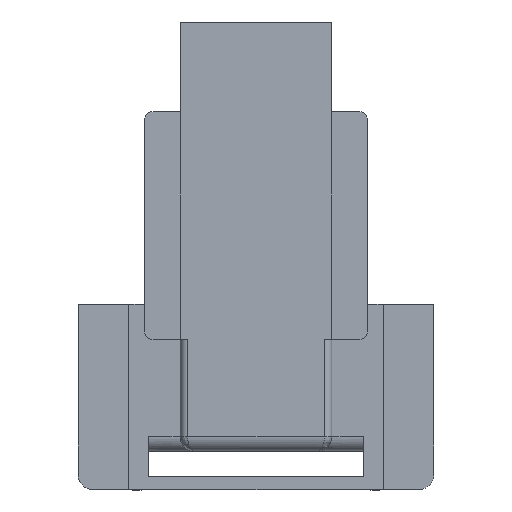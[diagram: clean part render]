
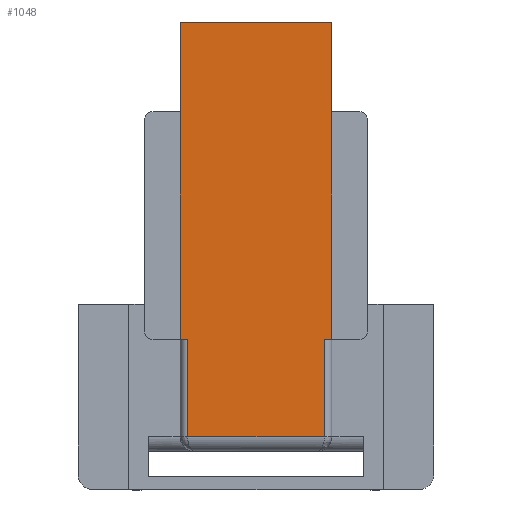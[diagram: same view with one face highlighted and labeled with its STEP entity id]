
A CAD part, front view. The second image highlights one B-rep face of the part: STEP entity #1048.
In plain terms, the highlighted planar face has unit normal (0, -1, 0).
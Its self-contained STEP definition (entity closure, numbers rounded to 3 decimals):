
#61=PLANE('',#1132);
#113=FACE_OUTER_BOUND('',#173,.T.);
#173=EDGE_LOOP('',(#837,#838,#839,#840,#841,#842,#843,#844,#845,#846));
#259=LINE('',#1674,#375);
#264=LINE('',#1685,#380);
#267=LINE('',#1727,#383);
#268=LINE('',#1730,#384);
#269=LINE('',#1732,#385);
#270=LINE('',#1734,#386);
#271=LINE('',#1736,#387);
#272=LINE('',#1738,#388);
#273=LINE('',#1740,#389);
#274=LINE('',#1741,#390);
#375=VECTOR('',#1311,10.);
#380=VECTOR('',#1324,10.);
#383=VECTOR('',#1337,10.);
#384=VECTOR('',#1340,10.);
#385=VECTOR('',#1341,10.);
#386=VECTOR('',#1342,10.);
#387=VECTOR('',#1343,10.);
#388=VECTOR('',#1344,10.);
#389=VECTOR('',#1345,10.);
#390=VECTOR('',#1346,10.);
#503=VERTEX_POINT('',#1665);
#505=VERTEX_POINT('',#1671);
#508=VERTEX_POINT('',#1684);
#511=VERTEX_POINT('',#1723);
#513=VERTEX_POINT('',#1729);
#514=VERTEX_POINT('',#1731);
#515=VERTEX_POINT('',#1733);
#516=VERTEX_POINT('',#1735);
#517=VERTEX_POINT('',#1737);
#518=VERTEX_POINT('',#1739);
#621=EDGE_CURVE('',#505,#503,#259,.T.);
#627=EDGE_CURVE('',#503,#508,#264,.T.);
#634=EDGE_CURVE('',#508,#511,#267,.T.);
#635=EDGE_CURVE('',#513,#505,#268,.T.);
#636=EDGE_CURVE('',#514,#513,#269,.T.);
#637=EDGE_CURVE('',#515,#514,#270,.T.);
#638=EDGE_CURVE('',#516,#515,#271,.T.);
#639=EDGE_CURVE('',#517,#516,#272,.T.);
#640=EDGE_CURVE('',#518,#517,#273,.T.);
#641=EDGE_CURVE('',#511,#518,#274,.T.);
#837=ORIENTED_EDGE('',*,*,#635,.F.);
#838=ORIENTED_EDGE('',*,*,#636,.F.);
#839=ORIENTED_EDGE('',*,*,#637,.F.);
#840=ORIENTED_EDGE('',*,*,#638,.F.);
#841=ORIENTED_EDGE('',*,*,#639,.F.);
#842=ORIENTED_EDGE('',*,*,#640,.F.);
#843=ORIENTED_EDGE('',*,*,#641,.F.);
#844=ORIENTED_EDGE('',*,*,#634,.F.);
#845=ORIENTED_EDGE('',*,*,#627,.F.);
#846=ORIENTED_EDGE('',*,*,#621,.F.);
#1048=ADVANCED_FACE('',(#113),#61,.F.);
#1132=AXIS2_PLACEMENT_3D('',#1728,#1338,#1339);
#1311=DIRECTION('',(0.,0.,-1.));
#1324=DIRECTION('',(-1.,0.,0.));
#1337=DIRECTION('',(0.,0.,1.));
#1338=DIRECTION('center_axis',(0.,1.,0.));
#1339=DIRECTION('ref_axis',(0.,0.,1.));
#1340=DIRECTION('',(-1.,0.,0.));
#1341=DIRECTION('',(0.,0.,-1.));
#1342=DIRECTION('',(0.,0.,-1.));
#1343=DIRECTION('',(1.,0.,0.));
#1344=DIRECTION('',(0.,0.,1.));
#1345=DIRECTION('',(0.,0.,1.));
#1346=DIRECTION('',(-1.,0.,0.));
#1665=CARTESIAN_POINT('',(4.8,-13.531,-31.812));
#1671=CARTESIAN_POINT('',(4.8,-13.531,-25.262));
#1674=CARTESIAN_POINT('',(4.8,-13.531,-22.637));
#1684=CARTESIAN_POINT('',(-4.4,-13.531,-31.812));
#1685=CARTESIAN_POINT('',(3.727,-13.531,-31.812));
#1723=CARTESIAN_POINT('',(-4.4,-13.531,-25.262));
#1727=CARTESIAN_POINT('',(-4.4,-13.531,-25.362));
#1728=CARTESIAN_POINT('Origin',(0.2,-13.531,-20.012));
#1729=CARTESIAN_POINT('',(5.3,-13.531,-25.262));
#1730=CARTESIAN_POINT('',(-2.35,-13.531,-25.262));
#1731=CARTESIAN_POINT('',(5.3,-13.531,-9.962));
#1732=CARTESIAN_POINT('',(5.3,-13.531,-12.762));
#1733=CARTESIAN_POINT('',(5.3,-13.531,-3.912));
#1734=CARTESIAN_POINT('',(5.3,-13.531,-12.762));
#1735=CARTESIAN_POINT('',(-4.9,-13.531,-3.912));
#1736=CARTESIAN_POINT('',(-2.35,-13.531,-3.912));
#1737=CARTESIAN_POINT('',(-4.9,-13.531,-9.962));
#1738=CARTESIAN_POINT('',(-4.9,-13.531,-14.987));
#1739=CARTESIAN_POINT('',(-4.9,-13.531,-25.262));
#1740=CARTESIAN_POINT('',(-4.9,-13.531,-25.362));
#1741=CARTESIAN_POINT('',(-2.35,-13.531,-25.262));
